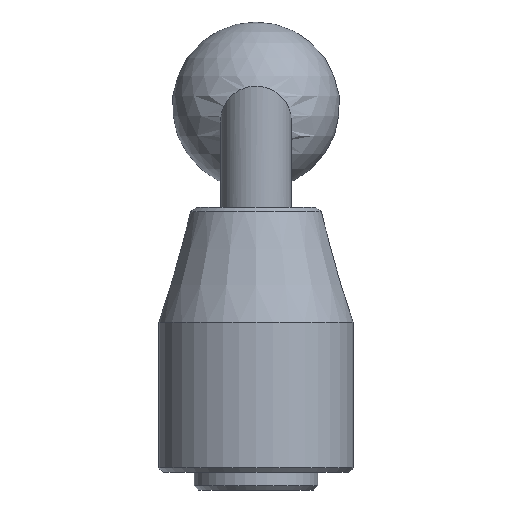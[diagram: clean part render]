
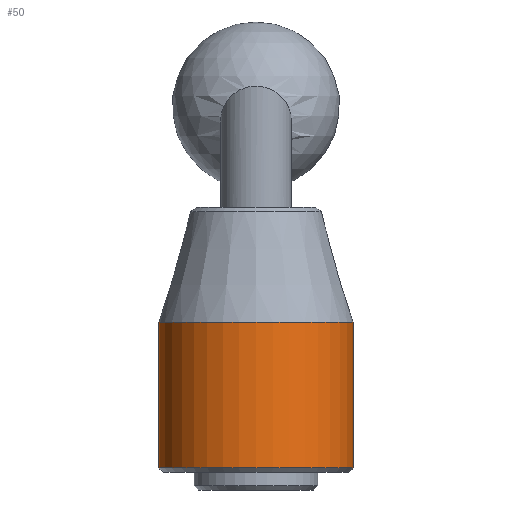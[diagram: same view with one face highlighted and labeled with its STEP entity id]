
A CAD part, left-side view. The second image highlights one B-rep face of the part: STEP entity #50.
In plain terms, the highlighted cylindrical face has radius 11 mm (diameter 22 mm), a full revolution.
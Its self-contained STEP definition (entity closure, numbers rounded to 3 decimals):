
#50 = ADVANCED_FACE( '', ( #106, #107 ), #108, .T. );
#106 = FACE_OUTER_BOUND( '', #168, .T. );
#107 = FACE_OUTER_BOUND( '', #169, .T. );
#108 = CYLINDRICAL_SURFACE( '', #170, 11. );
#168 = EDGE_LOOP( '', ( #236 ) );
#169 = EDGE_LOOP( '', ( #237 ) );
#170 = AXIS2_PLACEMENT_3D( '', #238, #239, #240 );
#236 = ORIENTED_EDGE( '', *, *, #299, .T. );
#237 = ORIENTED_EDGE( '', *, *, #291, .F. );
#238 = CARTESIAN_POINT( '', ( 0., 0., 57.15 ) );
#239 = DIRECTION( '', ( 0., 0., -1. ) );
#240 = DIRECTION( '', ( 1., 0., 0. ) );
#291 = EDGE_CURVE( '', #324, #324, #325, .T. );
#299 = EDGE_CURVE( '', #334, #334, #335, .T. );
#324 = VERTEX_POINT( '', #494 );
#325 = CIRCLE( '', #495, 11. );
#334 = VERTEX_POINT( '', #504 );
#335 = CIRCLE( '', #505, 11. );
#494 = CARTESIAN_POINT( '', ( 11., 0., 19. ) );
#495 = AXIS2_PLACEMENT_3D( '', #530, #531, #532 );
#504 = CARTESIAN_POINT( '', ( 11., 0., 2.5 ) );
#505 = AXIS2_PLACEMENT_3D( '', #539, #540, #541 );
#530 = CARTESIAN_POINT( '', ( 0., 0., 19. ) );
#531 = DIRECTION( '', ( 0., 0., 1. ) );
#532 = DIRECTION( '', ( 1., 0., 0. ) );
#539 = CARTESIAN_POINT( '', ( 0., 0., 2.5 ) );
#540 = DIRECTION( '', ( 0., 0., 1. ) );
#541 = DIRECTION( '', ( 1., 0., 0. ) );
